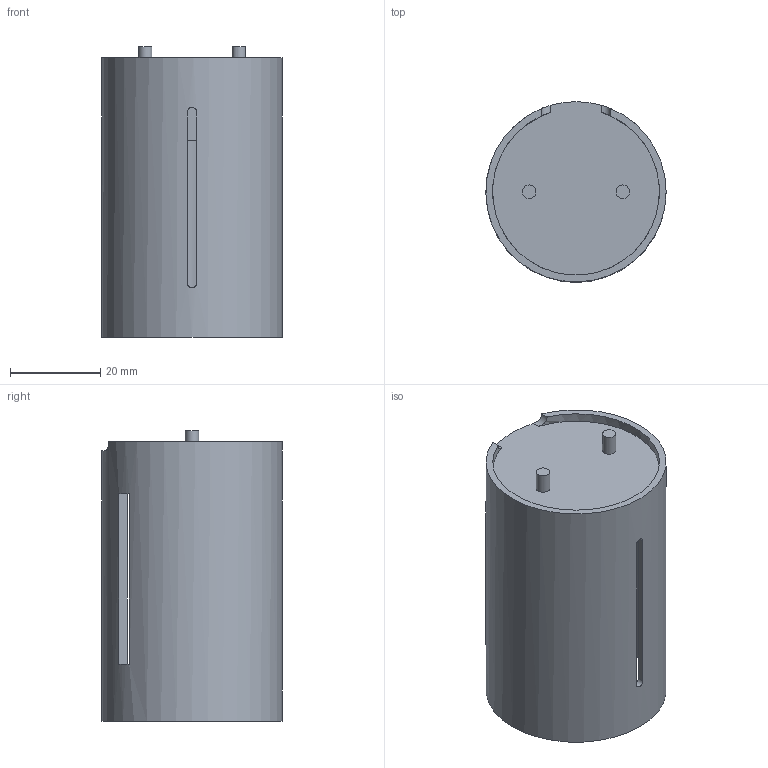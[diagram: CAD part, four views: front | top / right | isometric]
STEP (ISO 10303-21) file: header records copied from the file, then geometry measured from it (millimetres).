
FILE_DESCRIPTION(/* description */ (''),/* implementation_level */ '2;1');
FILE_NAME(/* name */ 'capsule_structure_assembly v6.step',/* time_stamp */ '2025-07-03T17:39:58+02:00',/* author */ (''),/* organization */ (''),/* preprocessor_version */ 'ST-DEVELOPER v20.1',/* originating_system */ 'Autodesk Translation Framework v14.10.0.0',/* authorisation */ '');
FILE_SCHEMA (('AUTOMOTIVE_DESIGN { 1 0 10303 214 3 1 1 }'));
Length unit declared in the file: millimetre
Products named in the file (1): Document
Bounding box: 40 x 40 x 64.5 mm (x, y, z)
Volume: 14159.3 mm3; surface area: 18328.1 mm2
Topology: 1 solids, 1 shells, 34 faces, 91 edges, 62 vertices
Faces by surface type: plane 22, cylinder 10, bspline 2
Full cylindrical faces by diameter (mm): 3 x2, 40 x1
Entity records: 1206 total; most frequent: CARTESIAN_POINT 315, ORIENTED_EDGE 182, DIRECTION 175, EDGE_CURVE 91, AXIS2_PLACEMENT_3D 63, VERTEX_POINT 62, LINE 49, VECTOR 49
